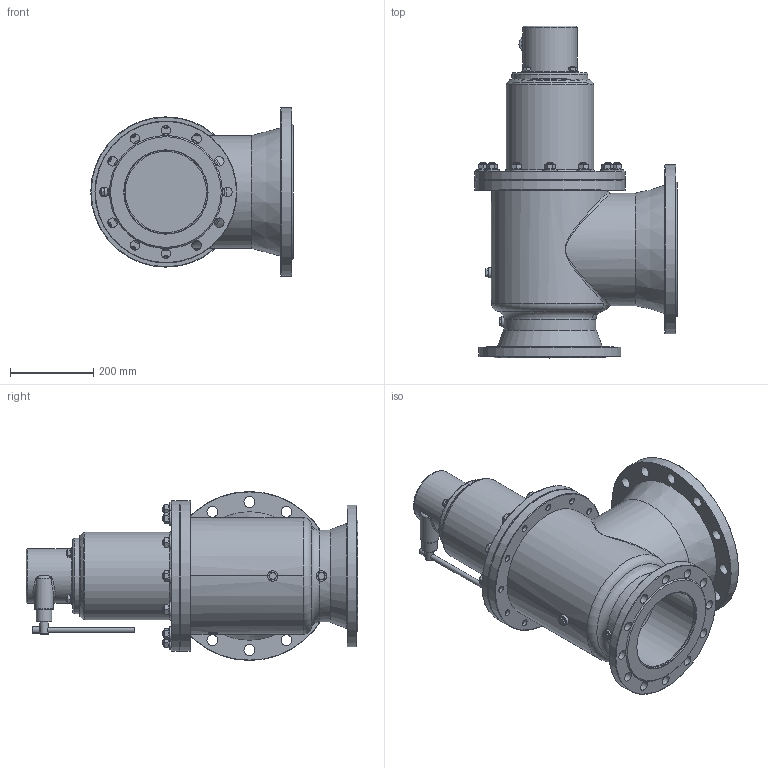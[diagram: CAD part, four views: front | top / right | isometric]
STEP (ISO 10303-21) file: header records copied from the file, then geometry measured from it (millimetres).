
FILE_DESCRIPTION(/* description */ (''),/* implementation_level */ '2;1');
FILE_NAME(/* name */ 'DN200_3D_STEP.stp',/* time_stamp */ '2024-03-15T00:44:28+03:00',/* author */ ('igorr'),/* organization */ (''),/* preprocessor_version */ 'ST-DEVELOPER v19.2',/* originating_system */ 'Autodesk Inventor 2023',/* authorisation */ '');
FILE_SCHEMA (('AUTOMOTIVE_DESIGN { 1 0 10303 214 3 1 1 }'));
Length unit declared in the file: millimetre
Products named in the file (9): Сборка; Деталь1; Деталь3; Деталь2; AS 1110 - M10 x 16; DIN 6923 - M16; AS 1421 - M16 x 60 засверленный 
конец; DIN 6923 - M12; AS 1421 - M12 x 45 засверленный 
конец
Assembly tree (37 placements, depth 2):
  Сборка
    Деталь1
    Деталь3
    Деталь2
    AS 1110 - M10 x 16  x2
    DIN 6923 - M16  x12
    AS 1421 - M16 x 60 засверленный 
конец  x12
    DIN 6923 - M12  x4
    AS 1421 - M12 x 45 засверленный 
конец  x4
Bounding box: 485 x 795 x 405 mm (x, y, z)
Volume: 26889985.6 mm3; surface area: 2244461.3 mm2
Topology: 37 solids, 37 shells, 875 faces, 2088 edges, 1306 vertices
Faces by surface type: plane 441, cone 236, cylinder 132, torus 37, bspline 29
Full cylindrical faces by diameter (mm): 10 x2, 10.106 x4, 12 x12, 13.835 x12, 15.437 x1, 16 x38, 20 x1, 23 x12, 25 x2, 26 x12, 36.925 x1, 45 x1, 110 x1, 130.147 x1, 136.26 x1, 140 x1, 156 x2, 182.038 x1, 194.199 x2, 200 x2, 210 x2, 220 x2, 250 x3, 270 x1, 340 x1, 360 x2, 405 x1
Entity records: 12534 total; most frequent: CARTESIAN_POINT 3790, DIRECTION 1744, ORIENTED_EDGE 1602, EDGE_CURVE 801, AXIS2_PLACEMENT_3D 731, VERTEX_POINT 520, EDGE_LOOP 481, CIRCLE 369
